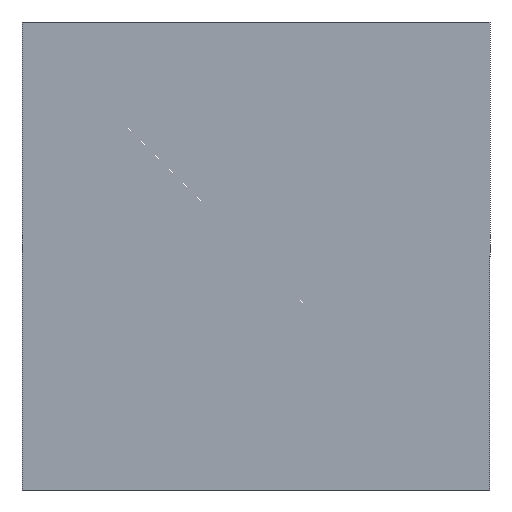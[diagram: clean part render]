
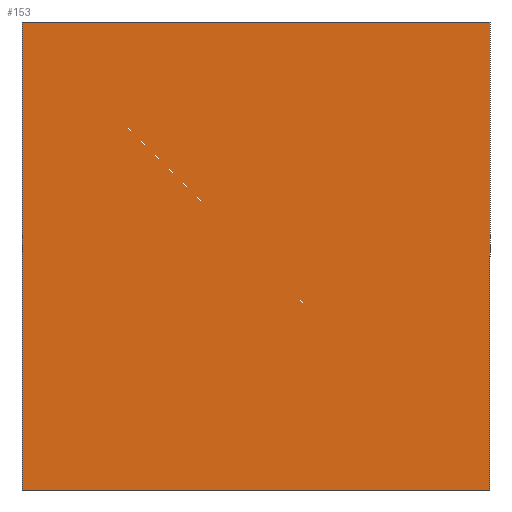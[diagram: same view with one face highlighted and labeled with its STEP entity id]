
A CAD part, front view. The second image highlights one B-rep face of the part: STEP entity #153.
In plain terms, the highlighted planar face has unit normal (0, -1, 0).
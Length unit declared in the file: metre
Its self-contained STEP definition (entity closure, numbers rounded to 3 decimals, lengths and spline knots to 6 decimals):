
#3 = VERTEX_POINT ( 'NONE', #47 ) ;
#5 = LINE ( 'NONE', #168, #128 ) ;
#12 = CARTESIAN_POINT ( 'NONE',  ( -125., 0., 125. ) ) ;
#24 = EDGE_CURVE ( 'NONE', #26, #122, #5, .T. ) ;
#25 = DIRECTION ( 'NONE',  ( 0., 1., 0. ) ) ;
#26 = VERTEX_POINT ( 'NONE', #104 ) ;
#29 = LINE ( 'NONE', #170, #165 ) ;
#30 = DIRECTION ( 'NONE',  ( 1., 0., 0. ) ) ;
#38 = CARTESIAN_POINT ( 'NONE',  ( 125., 0., -125. ) ) ;
#40 = CARTESIAN_POINT ( 'NONE',  ( 0., 0., 0. ) ) ;
#43 = EDGE_CURVE ( 'NONE', #118, #26, #29, .T. ) ;
#47 = CARTESIAN_POINT ( 'NONE',  ( 125., 0., 125. ) ) ;
#53 = CARTESIAN_POINT ( 'NONE',  ( -125., 0., 125. ) ) ;
#73 = EDGE_CURVE ( 'NONE', #122, #3, #124, .T. ) ;
#76 = ORIENTED_EDGE ( 'NONE', *, *, #73, .F. ) ;
#80 = EDGE_LOOP ( 'NONE', ( #137, #76, #119, #89 ) ) ;
#89 = ORIENTED_EDGE ( 'NONE', *, *, #43, .F. ) ;
#96 = DIRECTION ( 'NONE',  ( 0., 0., 1. ) ) ;
#99 = DIRECTION ( 'NONE',  ( 0., 0., -1. ) ) ;
#100 = PLANE ( 'NONE',  #145 ) ;
#102 = EDGE_CURVE ( 'NONE', #3, #118, #132, .T. ) ;
#103 = VECTOR ( 'NONE', #30, 1. ) ;
#104 = CARTESIAN_POINT ( 'NONE',  ( -125., 0., -125. ) ) ;
#118 = VERTEX_POINT ( 'NONE', #164 ) ;
#119 = ORIENTED_EDGE ( 'NONE', *, *, #24, .F. ) ;
#122 = VERTEX_POINT ( 'NONE', #12 ) ;
#124 = LINE ( 'NONE', #53, #103 ) ;
#128 = VECTOR ( 'NONE', #96, 1. ) ;
#132 = LINE ( 'NONE', #38, #179 ) ;
#137 = ORIENTED_EDGE ( 'NONE', *, *, #102, .F. ) ;
#145 = AXIS2_PLACEMENT_3D ( 'NONE', #40, #25, #146 ) ;
#146 = DIRECTION ( 'NONE',  ( 0., 0., 1. ) ) ;
#153 = ADVANCED_FACE ( 'NONE', ( #181 ), #100, .F. ) ;
#164 = CARTESIAN_POINT ( 'NONE',  ( 125., 0., -125. ) ) ;
#165 = VECTOR ( 'NONE', #191, 1. ) ;
#168 = CARTESIAN_POINT ( 'NONE',  ( -125., 0., -125. ) ) ;
#170 = CARTESIAN_POINT ( 'NONE',  ( -125., 0., -125. ) ) ;
#179 = VECTOR ( 'NONE', #99, 1. ) ;
#181 = FACE_OUTER_BOUND ( 'NONE', #80, .T. ) ;
#191 = DIRECTION ( 'NONE',  ( -1., 0., 0. ) ) ;
